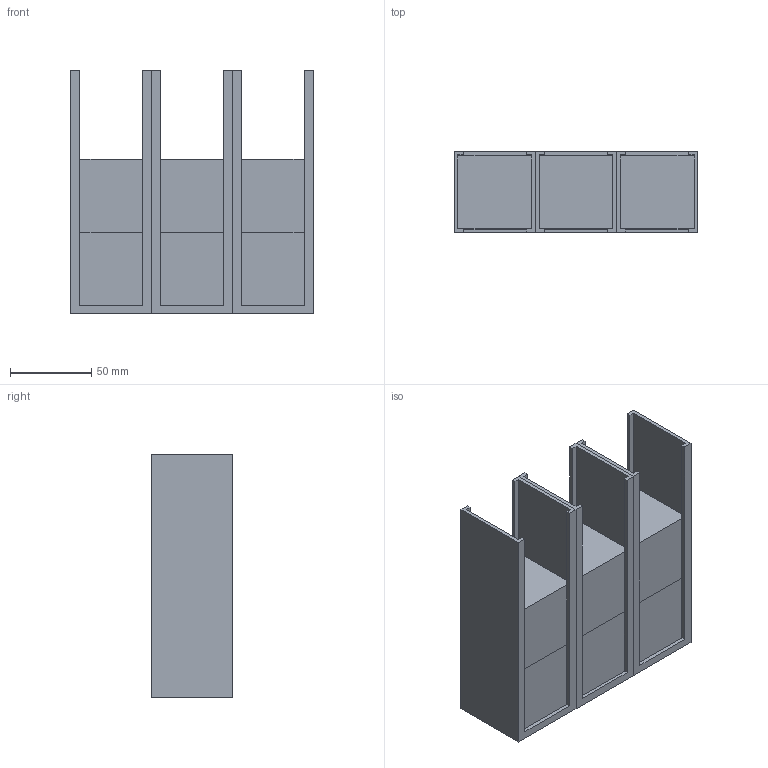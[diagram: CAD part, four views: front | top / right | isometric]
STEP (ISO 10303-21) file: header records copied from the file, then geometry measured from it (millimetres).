
FILE_DESCRIPTION(/* description */ (''),/* implementation_level */ '2;1');
FILE_NAME(/* name */ 'Box Coloumns.step',/* time_stamp */ '2024-10-10T15:09:38-04:00',/* author */ (''),/* organization */ (''),/* preprocessor_version */ 'ST-DEVELOPER v20',/* originating_system */ 'Autodesk Translation Framework v13.14.0.145',/* authorisation */ '');
FILE_SCHEMA (('AUTOMOTIVE_DESIGN { 1 0 10303 214 3 1 1 }'));
Length unit declared in the file: millimetre
Products named in the file (5): (Unsaved); Component1; Component1_1; Component1_2; Component2
Assembly tree (10 placements, depth 3):
  (Unsaved)
    Component1
      Component2
    Component1_2  x2
      Component2
    Component1_1
      Component2
    Component2  x3
Bounding box: 150 x 50 x 150 mm (x, y, z)
Volume: 850427.1 mm3; surface area: 246225.6 mm2
Topology: 11 solids, 11 shells, 114 faces, 276 edges, 184 vertices
Faces by surface type: plane 114
Entity records: 1433 total; most frequent: CARTESIAN_POINT 237, DIRECTION 222, ORIENTED_EDGE 216, LINE 108, VECTOR 108, EDGE_CURVE 108, VERTEX_POINT 72, AXIS2_PLACEMENT_3D 57
